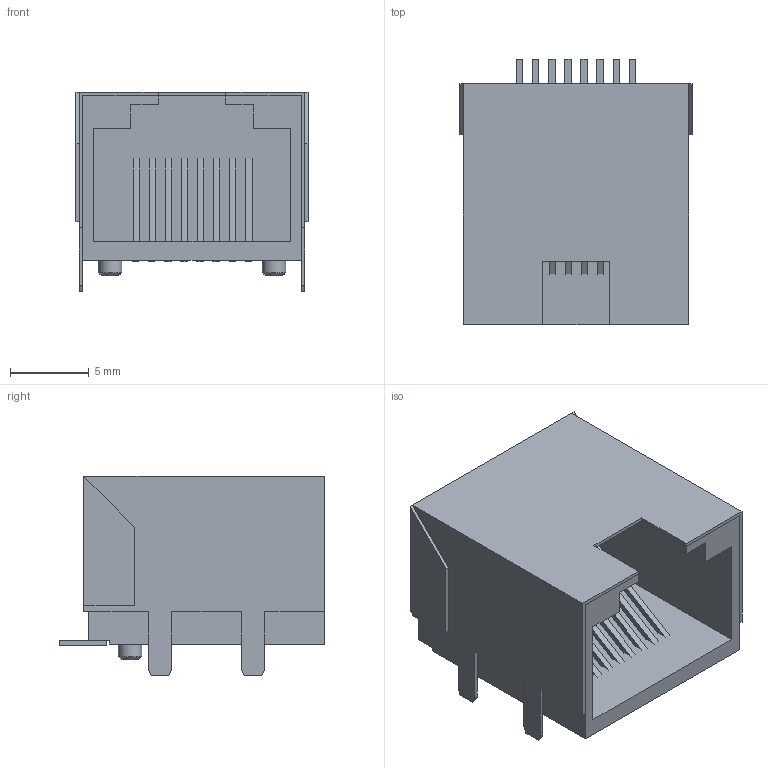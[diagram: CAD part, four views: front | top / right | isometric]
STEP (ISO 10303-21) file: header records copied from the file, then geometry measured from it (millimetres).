
FILE_DESCRIPTION(('FreeCAD Model'),'2;1');
FILE_NAME('Open CASCADE Shape Model','2025-06-14T00:09:23',(''),(''), 'Open CASCADE STEP processor 7.8','FreeCAD','Unknown');
FILE_SCHEMA(('AUTOMOTIVE_DESIGN { 1 0 10303 214 1 1 1 1 }'));
Length unit declared in the file: millimetre
Products named in the file (4): FG RJ-064-1; MetalBits; Plastic; Gold
Assembly tree (3 placements, depth 2):
  FG RJ-064-1
    MetalBits
    Plastic
    Gold
Bounding box: 14.74 x 16.86 x 12.65 mm (x, y, z)
Volume: 1084.6 mm3; surface area: 2852.5 mm2
Topology: 18 solids, 18 shells, 168 faces, 386 edges, 256 vertices
Faces by surface type: plane 164, cylinder 2, cone 2
Full cylindrical faces by diameter (mm): 1.5 x2
Entity records: 4843 total; most frequent: CARTESIAN_POINT 814, ORIENTED_EDGE 772, DIRECTION 736, EDGE_CURVE 386, LINE 380, VECTOR 380, VERTEX_POINT 256, AXIS2_PLACEMENT_3D 178
